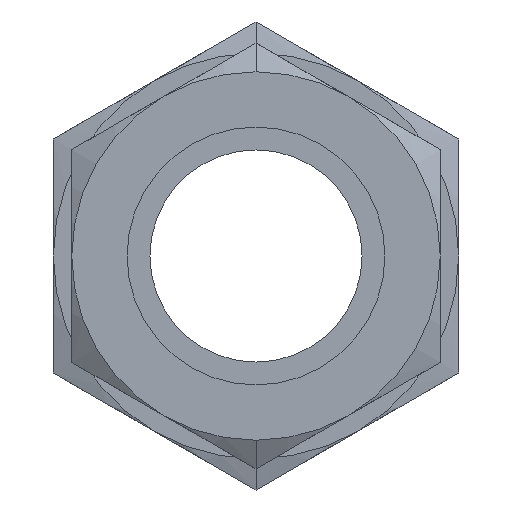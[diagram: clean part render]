
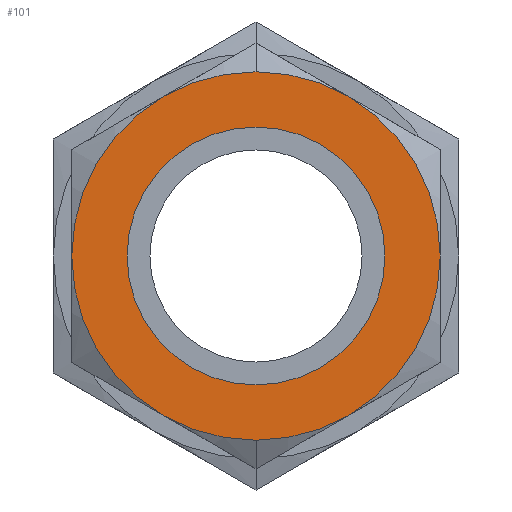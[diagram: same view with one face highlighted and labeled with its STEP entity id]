
A CAD part, left-side view. The second image highlights one B-rep face of the part: STEP entity #101.
In plain terms, the highlighted planar face has unit normal (-1, 0, 0).
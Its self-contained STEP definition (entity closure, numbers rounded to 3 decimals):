
#101 = ADVANCED_FACE ( 'NONE', ( #9121, #15142 ), #1844, .T. ) ;
#1844 = PLANE ( 'NONE',  #5251 ) ;
#2255 = EDGE_CURVE ( 'NONE', #8673, #6186, #7220, .T. ) ;
#2336 = ORIENTED_EDGE ( 'NONE', *, *, #11642, .F. ) ;
#2508 = ORIENTED_EDGE ( 'NONE', *, *, #9667, .T. ) ;
#2905 = CARTESIAN_POINT ( 'NONE',  ( 0., 0., -15.875 ) ) ;
#3367 = DIRECTION ( 'NONE',  ( 0., 0., -1. ) ) ;
#3402 = DIRECTION ( 'NONE',  ( 0., 0., 1. ) ) ;
#3541 = DIRECTION ( 'NONE',  ( 1., 0., 0. ) ) ;
#3603 = DIRECTION ( 'NONE',  ( -1., 0., 0. ) ) ;
#5005 = CARTESIAN_POINT ( 'NONE',  ( 0., 0., 0. ) ) ;
#5251 = AXIS2_PLACEMENT_3D ( 'NONE', #7764, #3603, #3402 ) ;
#5310 = ORIENTED_EDGE ( 'NONE', *, *, #6433, .F. ) ;
#6167 = EDGE_LOOP ( 'NONE', ( #2336, #5310 ) ) ;
#6186 = VERTEX_POINT ( 'NONE', #8792 ) ;
#6339 = VERTEX_POINT ( 'NONE', #6568 ) ;
#6433 = EDGE_CURVE ( 'NONE', #18354, #6339, #15638, .T. ) ;
#6568 = CARTESIAN_POINT ( 'NONE',  ( 0., 0., 15.875 ) ) ;
#6665 = DIRECTION ( 'NONE',  ( 1., 0., 0. ) ) ;
#6668 = CARTESIAN_POINT ( 'NONE',  ( 0., 0., 0. ) ) ;
#7220 = CIRCLE ( 'NONE', #12171, 11.11 ) ;
#7764 = CARTESIAN_POINT ( 'NONE',  ( 0., 0., 7.938 ) ) ;
#8396 = CARTESIAN_POINT ( 'NONE',  ( 0., 0., 0. ) ) ;
#8673 = VERTEX_POINT ( 'NONE', #18759 ) ;
#8792 = CARTESIAN_POINT ( 'NONE',  ( 0., 0., -11.11 ) ) ;
#9054 = CIRCLE ( 'NONE', #14320, 11.11 ) ;
#9080 = EDGE_LOOP ( 'NONE', ( #2508, #15136 ) ) ;
#9121 = FACE_BOUND ( 'NONE', #9080, .T. ) ;
#9207 = AXIS2_PLACEMENT_3D ( 'NONE', #5005, #3541, #9463 ) ;
#9463 = DIRECTION ( 'NONE',  ( 0., 0., 1. ) ) ;
#9571 = DIRECTION ( 'NONE',  ( 0., 0., -1. ) ) ;
#9667 = EDGE_CURVE ( 'NONE', #6186, #8673, #9054, .T. ) ;
#10602 = DIRECTION ( 'NONE',  ( 0., 0., 1. ) ) ;
#10925 = DIRECTION ( 'NONE',  ( 1., 0., 0. ) ) ;
#11642 = EDGE_CURVE ( 'NONE', #6339, #18354, #13236, .T. ) ;
#12171 = AXIS2_PLACEMENT_3D ( 'NONE', #12350, #18623, #10602 ) ;
#12350 = CARTESIAN_POINT ( 'NONE',  ( 0., 0., 0. ) ) ;
#13236 = CIRCLE ( 'NONE', #9207, 15.875 ) ;
#14320 = AXIS2_PLACEMENT_3D ( 'NONE', #6668, #10925, #3367 ) ;
#15136 = ORIENTED_EDGE ( 'NONE', *, *, #2255, .T. ) ;
#15142 = FACE_OUTER_BOUND ( 'NONE', #6167, .T. ) ;
#15638 = CIRCLE ( 'NONE', #16255, 15.875 ) ;
#16255 = AXIS2_PLACEMENT_3D ( 'NONE', #8396, #6665, #9571 ) ;
#18354 = VERTEX_POINT ( 'NONE', #2905 ) ;
#18623 = DIRECTION ( 'NONE',  ( 1., 0., 0. ) ) ;
#18759 = CARTESIAN_POINT ( 'NONE',  ( 0., 0., 11.11 ) ) ;
